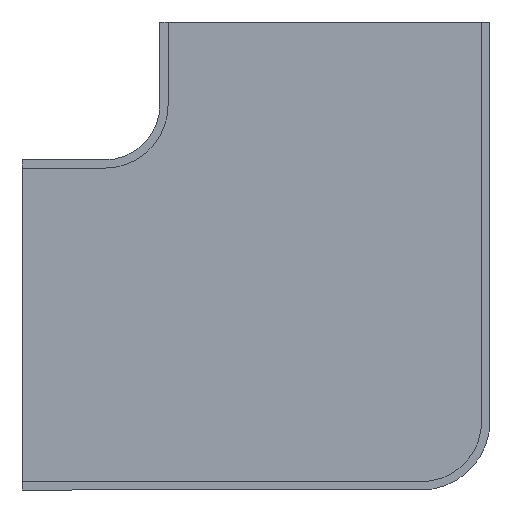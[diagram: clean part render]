
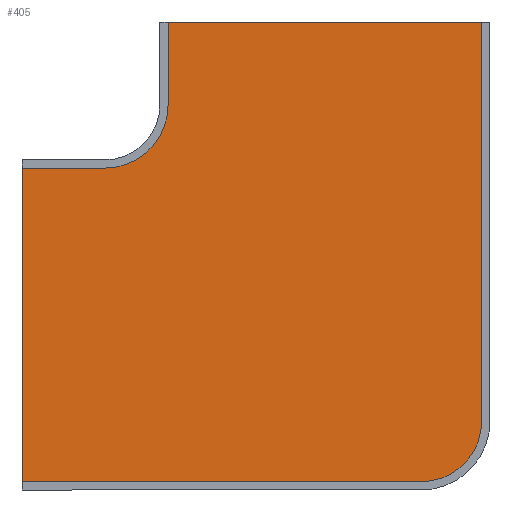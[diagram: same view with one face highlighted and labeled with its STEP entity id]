
A CAD part, front view. The second image highlights one B-rep face of the part: STEP entity #405.
In plain terms, the highlighted planar face has unit normal (0, -1, 0).
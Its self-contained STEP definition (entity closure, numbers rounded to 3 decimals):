
#7 = CARTESIAN_POINT ( 'NONE',  ( -33.95, 14.75, -32.75 ) ) ;
#17 = EDGE_LOOP ( 'NONE', ( #168, #33, #375, #40, #142, #404, #217, #446 ) ) ;
#22 = CARTESIAN_POINT ( 'NONE',  ( 32.75, 14.75, 33.95 ) ) ;
#33 = ORIENTED_EDGE ( 'NONE', *, *, #555, .F. ) ;
#40 = ORIENTED_EDGE ( 'NONE', *, *, #108, .F. ) ;
#45 = FACE_OUTER_BOUND ( 'NONE', #17, .T. ) ;
#59 = VERTEX_POINT ( 'NONE', #249 ) ;
#60 = LINE ( 'NONE', #191, #422 ) ;
#85 = CARTESIAN_POINT ( 'NONE',  ( -13.95, 14.75, 33.95 ) ) ;
#90 = VECTOR ( 'NONE', #305, 1000. ) ;
#100 = CARTESIAN_POINT ( 'NONE',  ( -21.95, 14.75, 12.75 ) ) ;
#105 = DIRECTION ( 'NONE',  ( 0., 0., -1. ) ) ;
#107 = LINE ( 'NONE', #316, #336 ) ;
#108 = EDGE_CURVE ( 'NONE', #59, #508, #262, .T. ) ;
#109 = CARTESIAN_POINT ( 'NONE',  ( 32.75, 14.75, 33.95 ) ) ;
#140 = DIRECTION ( 'NONE',  ( 0., 0., 1. ) ) ;
#142 = ORIENTED_EDGE ( 'NONE', *, *, #389, .F. ) ;
#143 = DIRECTION ( 'NONE',  ( 0., 1., 0. ) ) ;
#153 = DIRECTION ( 'NONE',  ( 1., 0., 0. ) ) ;
#168 = ORIENTED_EDGE ( 'NONE', *, *, #304, .F. ) ;
#171 = CARTESIAN_POINT ( 'NONE',  ( 23.95, 14.75, -23.95 ) ) ;
#172 = VECTOR ( 'NONE', #105, 1000. ) ;
#176 = VECTOR ( 'NONE', #240, 1000. ) ;
#177 = PLANE ( 'NONE',  #403 ) ;
#189 = DIRECTION ( 'NONE',  ( 0., 1., 0. ) ) ;
#190 = VECTOR ( 'NONE', #153, 1000. ) ;
#191 = CARTESIAN_POINT ( 'NONE',  ( -12.75, 14.75, 21.95 ) ) ;
#192 = CARTESIAN_POINT ( 'NONE',  ( -33.95, 14.75, 13.95 ) ) ;
#196 = DIRECTION ( 'NONE',  ( 0., 0., 1. ) ) ;
#207 = VERTEX_POINT ( 'NONE', #463 ) ;
#210 = VERTEX_POINT ( 'NONE', #468 ) ;
#211 = AXIS2_PLACEMENT_3D ( 'NONE', #237, #228, #223 ) ;
#213 = CIRCLE ( 'NONE', #211, 9.2 ) ;
#217 = ORIENTED_EDGE ( 'NONE', *, *, #319, .F. ) ;
#218 = VERTEX_POINT ( 'NONE', #421 ) ;
#221 = LINE ( 'NONE', #192, #176 ) ;
#223 = DIRECTION ( 'NONE',  ( 0., 0., 1. ) ) ;
#228 = DIRECTION ( 'NONE',  ( 0., -1., 0. ) ) ;
#237 = CARTESIAN_POINT ( 'NONE',  ( -21.95, 14.75, 21.95 ) ) ;
#240 = DIRECTION ( 'NONE',  ( 0., 0., 1. ) ) ;
#249 = CARTESIAN_POINT ( 'NONE',  ( -12.75, 14.75, 33.95 ) ) ;
#262 = LINE ( 'NONE', #85, #190 ) ;
#275 = LINE ( 'NONE', #109, #172 ) ;
#290 = DIRECTION ( 'NONE',  ( -1., 0., 0. ) ) ;
#294 = CARTESIAN_POINT ( 'NONE',  ( -33.95, 14.75, 12.75 ) ) ;
#304 = EDGE_CURVE ( 'NONE', #559, #529, #107, .T. ) ;
#305 = DIRECTION ( 'NONE',  ( 1., 0., 0. ) ) ;
#316 = CARTESIAN_POINT ( 'NONE',  ( -33.95, 14.75, -32.75 ) ) ;
#319 = EDGE_CURVE ( 'NONE', #218, #426, #352, .T. ) ;
#336 = VECTOR ( 'NONE', #290, 1000. ) ;
#352 = LINE ( 'NONE', #294, #90 ) ;
#355 = EDGE_CURVE ( 'NONE', #426, #210, #213, .T. ) ;
#375 = ORIENTED_EDGE ( 'NONE', *, *, #411, .F. ) ;
#389 = EDGE_CURVE ( 'NONE', #210, #59, #60, .T. ) ;
#403 = AXIS2_PLACEMENT_3D ( 'NONE', #171, #143, #140 ) ;
#404 = ORIENTED_EDGE ( 'NONE', *, *, #355, .F. ) ;
#405 = ADVANCED_FACE ( 'NONE', ( #45 ), #177, .F. ) ;
#411 = EDGE_CURVE ( 'NONE', #508, #207, #275, .T. ) ;
#421 = CARTESIAN_POINT ( 'NONE',  ( -33.95, 14.75, 12.75 ) ) ;
#422 = VECTOR ( 'NONE', #196, 1000. ) ;
#426 = VERTEX_POINT ( 'NONE', #100 ) ;
#446 = ORIENTED_EDGE ( 'NONE', *, *, #581, .F. ) ;
#463 = CARTESIAN_POINT ( 'NONE',  ( 32.75, 14.75, -23.95 ) ) ;
#468 = CARTESIAN_POINT ( 'NONE',  ( -12.75, 14.75, 21.95 ) ) ;
#472 = CARTESIAN_POINT ( 'NONE',  ( 23.95, 14.75, -23.95 ) ) ;
#473 = CIRCLE ( 'NONE', #587, 8.8 ) ;
#508 = VERTEX_POINT ( 'NONE', #22 ) ;
#512 = DIRECTION ( 'NONE',  ( 0., 0., 1. ) ) ;
#529 = VERTEX_POINT ( 'NONE', #7 ) ;
#555 = EDGE_CURVE ( 'NONE', #207, #559, #473, .T. ) ;
#559 = VERTEX_POINT ( 'NONE', #602 ) ;
#581 = EDGE_CURVE ( 'NONE', #529, #218, #221, .T. ) ;
#587 = AXIS2_PLACEMENT_3D ( 'NONE', #472, #189, #512 ) ;
#602 = CARTESIAN_POINT ( 'NONE',  ( 23.95, 14.75, -32.75 ) ) ;
